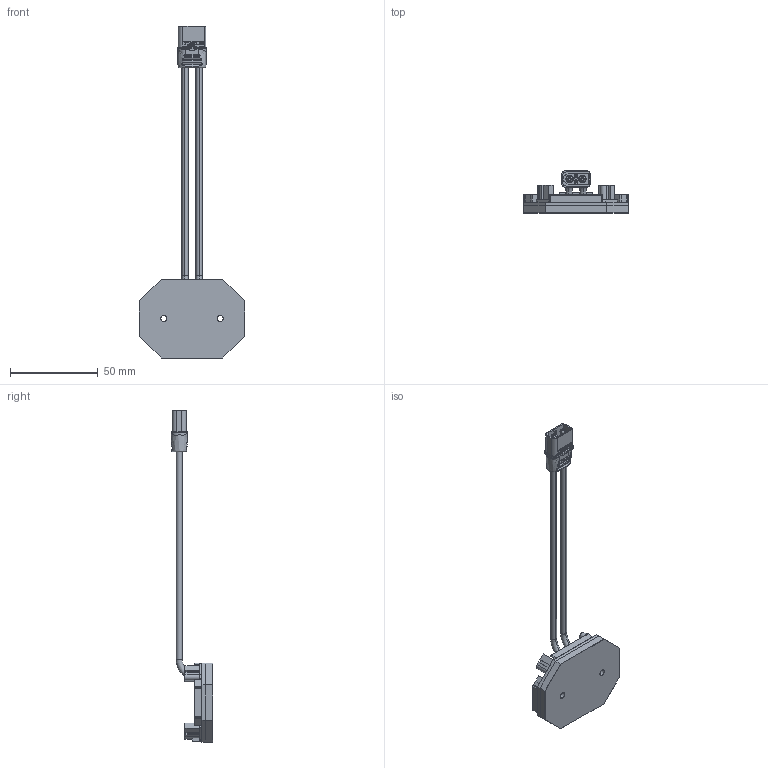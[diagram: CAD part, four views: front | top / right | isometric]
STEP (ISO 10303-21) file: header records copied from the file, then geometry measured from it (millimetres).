
FILE_DESCRIPTION (( 'STEP AP203' ), '1' );
FILE_NAME ('笢陑啣軞蚾.STEP', '2017-12-15T12:01:03', ( 'dji-n505' ), ( '' ), 'SwSTEP 2.0', 'SolidWorks 2016', '' );
FILE_SCHEMA (( 'CONFIG_CONTROL_DESIGN' ));
Length unit declared in the file: millimetre
Products named in the file (1): 笢陑啣軞蚾
Bounding box: 60 x 23.7 x 189.2 mm (x, y, z)
Volume: 25356.4 mm3; surface area: 30684.5 mm2
Topology: 11 solids, 11 shells, 1234 faces, 3280 edges, 2160 vertices
Faces by surface type: plane 714, cylinder 300, bspline 195, cone 21, torus 4
Entity records: 45757 total; most frequent: CARTESIAN_POINT 15764, ORIENTED_EDGE 6544, DIRECTION 5596, EDGE_CURVE 3272, VECTOR 2192, LINE 2192, VERTEX_POINT 2160, AXIS2_PLACEMENT_3D 1702
